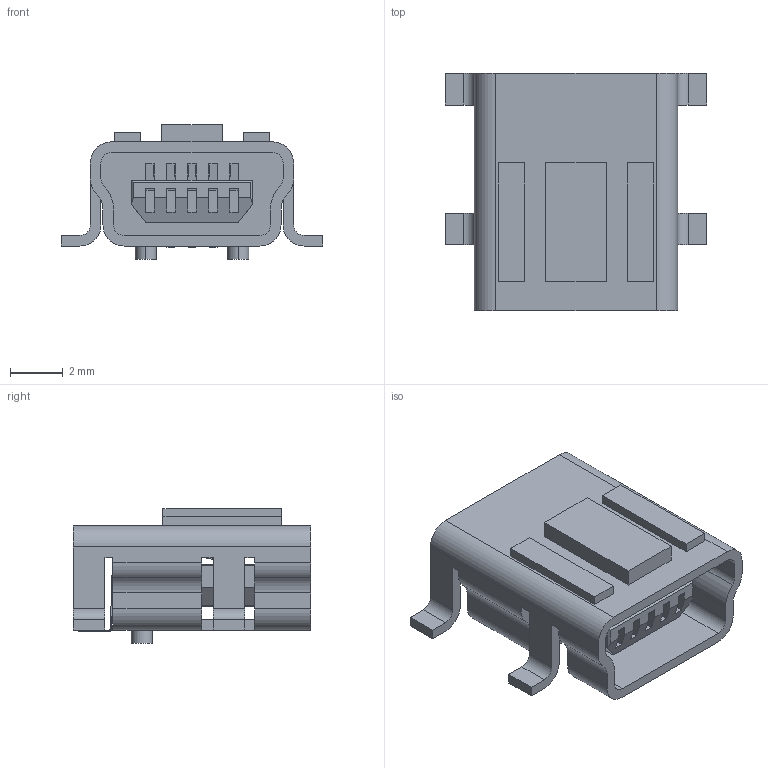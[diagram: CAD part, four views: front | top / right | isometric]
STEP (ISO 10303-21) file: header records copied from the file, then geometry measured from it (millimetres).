
FILE_DESCRIPTION(('FreeCAD Model'),'2;1');
FILE_NAME('User Library-UX60-MB-5ST.step', '2016-06-24T12:10:34',('Author'),(''), 'Open CASCADE STEP processor 6.8','FreeCAD','Unknown');
FILE_SCHEMA(('AUTOMOTIVE_DESIGN_CC2 { 1 2 10303 214 -1 1 5 4 }'));
Length unit declared in the file: millimetre
Products named in the file (1): User_Library-UX60-MB-5ST
Bounding box: 9.9 x 9 x 5.1 mm (x, y, z)
Volume: 139.6 mm3; surface area: 520 mm2
Topology: 1 solids, 1 shells, 296 faces, 846 edges, 560 vertices
Faces by surface type: plane 240, cylinder 56
Entity records: 27705 total; most frequent: CARTESIAN_POINT 9023, DIRECTION 2974, LINE 2090, VECTOR 2090, ORIENTED_EDGE 1692, PCURVE 1692, DEFINITIONAL_REPRESENTATION 1692, EDGE_CURVE 846
